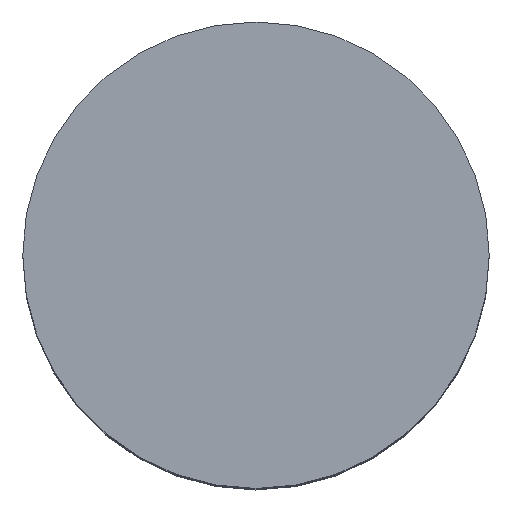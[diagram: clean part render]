
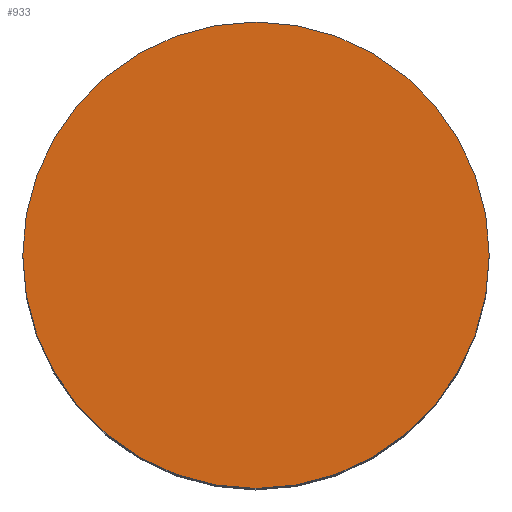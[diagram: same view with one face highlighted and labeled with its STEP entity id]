
A CAD part, top view. The second image highlights one B-rep face of the part: STEP entity #933.
In plain terms, the highlighted planar face has unit normal (0, 0, 1).
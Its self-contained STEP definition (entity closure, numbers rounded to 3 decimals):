
#913 = VERTEX_POINT('',#914);
#914 = CARTESIAN_POINT('',(3.125,0.,6.275));
#920 = EDGE_CURVE('',#913,#913,#921,.T.);
#921 = CIRCLE('',#922,1.875);
#922 = AXIS2_PLACEMENT_3D('',#923,#924,#925);
#923 = CARTESIAN_POINT('',(1.25,0.,6.275));
#924 = DIRECTION('',(0.,0.,-1.));
#925 = DIRECTION('',(1.,0.,0.));
#933 = ADVANCED_FACE('',(#934),#937,.F.);
#934 = FACE_BOUND('',#935,.F.);
#935 = EDGE_LOOP('',(#936));
#936 = ORIENTED_EDGE('',*,*,#920,.T.);
#937 = PLANE('',#938);
#938 = AXIS2_PLACEMENT_3D('',#939,#940,#941);
#939 = CARTESIAN_POINT('',(1.25,0.,6.275));
#940 = DIRECTION('',(0.,0.,-1.));
#941 = DIRECTION('',(1.,0.,0.));
